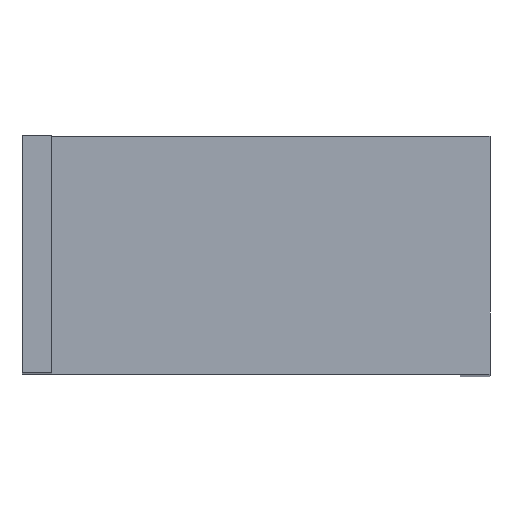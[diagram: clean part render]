
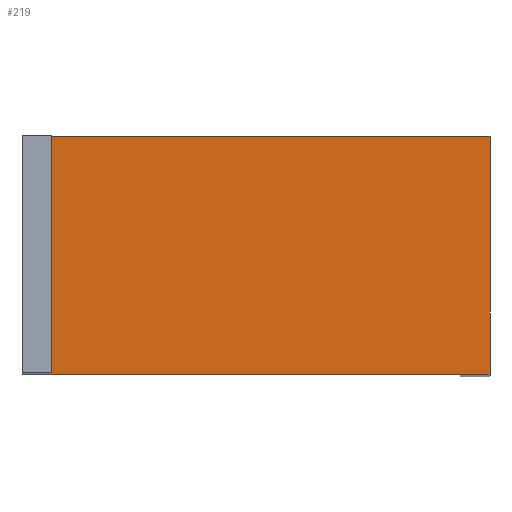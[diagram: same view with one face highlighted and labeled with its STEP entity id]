
A CAD part, top view. The second image highlights one B-rep face of the part: STEP entity #219.
In plain terms, the highlighted planar face has unit normal (0, 0, 1).
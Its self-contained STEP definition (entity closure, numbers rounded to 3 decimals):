
#22 = DIRECTION ( 'NONE',  ( 1., 0., 0. ) ) ;
#25 = CARTESIAN_POINT ( 'NONE',  ( 50., 0., -76.825 ) ) ;
#59 = ORIENTED_EDGE ( 'NONE', *, *, #246, .T. ) ;
#82 = PLANE ( 'NONE',  #271 ) ;
#84 = DIRECTION ( 'NONE',  ( 0., 0., -1. ) ) ;
#89 = DIRECTION ( 'NONE',  ( -1., 0., 0. ) ) ;
#91 = CARTESIAN_POINT ( 'NONE',  ( 50., 25.4, -76.825 ) ) ;
#139 = ORIENTED_EDGE ( 'NONE', *, *, #266, .F. ) ;
#175 = EDGE_LOOP ( 'NONE', ( #59, #139, #186, #193 ) ) ;
#186 = ORIENTED_EDGE ( 'NONE', *, *, #264, .F. ) ;
#193 = ORIENTED_EDGE ( 'NONE', *, *, #243, .T. ) ;
#196 = FACE_OUTER_BOUND ( 'NONE', #175, .T. ) ;
#202 = LINE ( 'NONE', #347, #412 ) ;
#219 = ADVANCED_FACE ( 'NONE', ( #196 ), #82, .F. ) ;
#243 = EDGE_CURVE ( 'NONE', #314, #512, #202, .T. ) ;
#246 = EDGE_CURVE ( 'NONE', #512, #311, #384, .T. ) ;
#264 = EDGE_CURVE ( 'NONE', #314, #332, #379, .T. ) ;
#266 = EDGE_CURVE ( 'NONE', #332, #311, #404, .T. ) ;
#271 = AXIS2_PLACEMENT_3D ( 'NONE', #91, #84, #89 ) ;
#311 = VERTEX_POINT ( 'NONE', #509 ) ;
#314 = VERTEX_POINT ( 'NONE', #371 ) ;
#332 = VERTEX_POINT ( 'NONE', #357 ) ;
#340 = DIRECTION ( 'NONE',  ( 0., -1., 0. ) ) ;
#347 = CARTESIAN_POINT ( 'NONE',  ( 3.175, 25.4, -76.825 ) ) ;
#357 = CARTESIAN_POINT ( 'NONE',  ( 50., 25.4, -76.825 ) ) ;
#358 = CARTESIAN_POINT ( 'NONE',  ( 3.175, 0., -76.825 ) ) ;
#371 = CARTESIAN_POINT ( 'NONE',  ( 3.175, 25.4, -76.825 ) ) ;
#379 = LINE ( 'NONE', #502, #447 ) ;
#384 = LINE ( 'NONE', #25, #409 ) ;
#404 = LINE ( 'NONE', #499, #452 ) ;
#409 = VECTOR ( 'NONE', #22, 1000. ) ;
#412 = VECTOR ( 'NONE', #340, 1000. ) ;
#447 = VECTOR ( 'NONE', #497, 1000. ) ;
#452 = VECTOR ( 'NONE', #503, 1000. ) ;
#497 = DIRECTION ( 'NONE',  ( 1., 0., 0. ) ) ;
#499 = CARTESIAN_POINT ( 'NONE',  ( 50., 25.4, -76.825 ) ) ;
#502 = CARTESIAN_POINT ( 'NONE',  ( 50., 25.4, -76.825 ) ) ;
#503 = DIRECTION ( 'NONE',  ( 0., -1., 0. ) ) ;
#509 = CARTESIAN_POINT ( 'NONE',  ( 50., 0., -76.825 ) ) ;
#512 = VERTEX_POINT ( 'NONE', #358 ) ;
